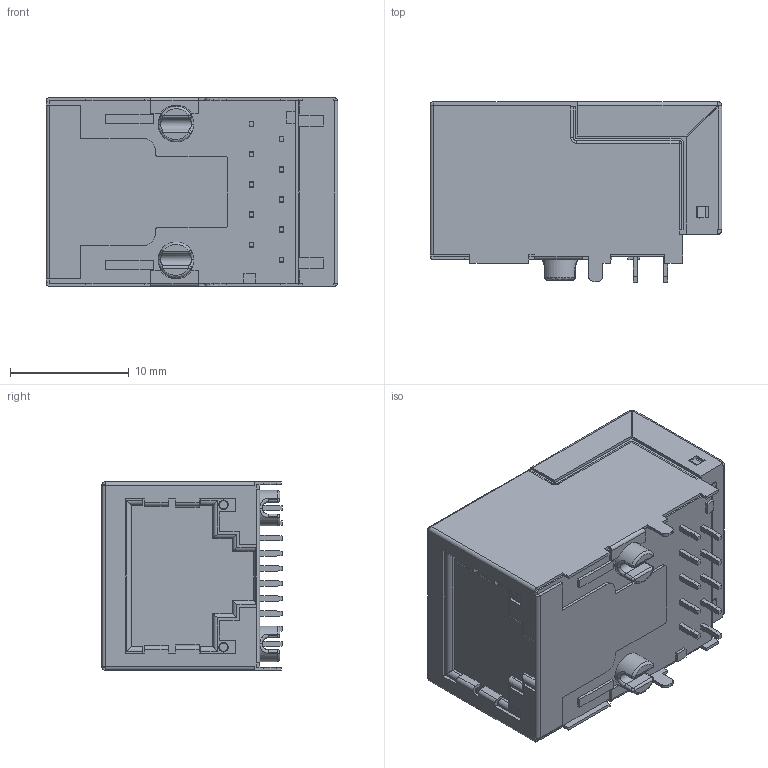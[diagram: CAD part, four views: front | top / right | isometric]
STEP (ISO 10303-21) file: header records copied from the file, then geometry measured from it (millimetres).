
FILE_DESCRIPTION (( 'STEP AP214' ), '1' );
FILE_NAME ('P1243P01~-f.STEP', '2015-05-27T12:35:43', ( '' ), ( '' ), 'SwSTEP 2.0', 'SolidWorks 2013', '' );
FILE_SCHEMA (( 'AUTOMOTIVE_DESIGN' ));
Length unit declared in the file: millimetre
Products named in the file (1): P1243P01~-f
Bounding box: 24.56 x 15.2 x 15.88 mm (x, y, z)
Volume: 4946.3 mm3; surface area: 2021.8 mm2
Topology: 1 solids, 9 shells, 585 faces, 1538 edges, 986 vertices
Faces by surface type: plane 454, cylinder 87, bspline 28, cone 8, sphere 8
Entity records: 24902 total; most frequent: CARTESIAN_POINT 4393, ORIENTED_EDGE 3060, DIRECTION 2754, EDGE_CURVE 1530, LINE 1286, VECTOR 1286, VERTEX_POINT 986, AXIS2_PLACEMENT_3D 734
